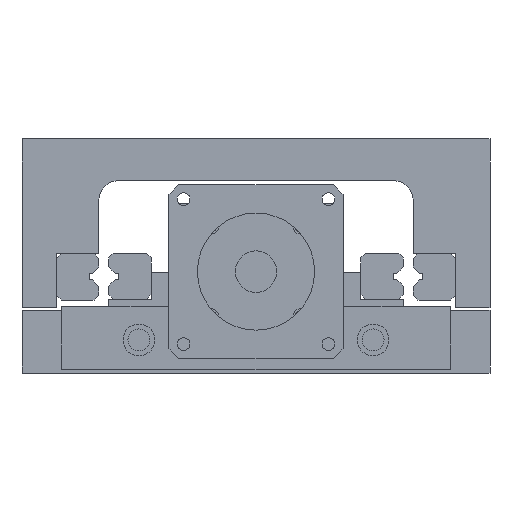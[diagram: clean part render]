
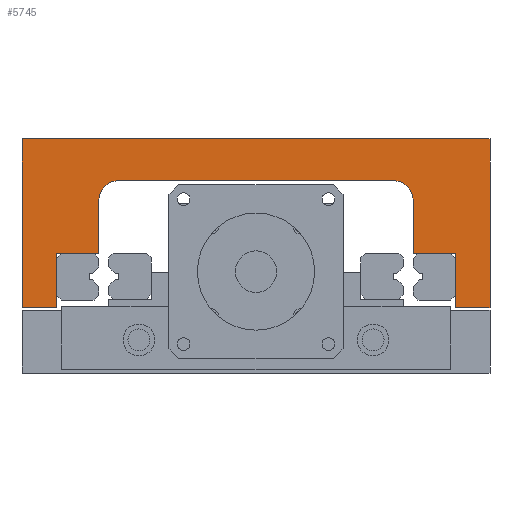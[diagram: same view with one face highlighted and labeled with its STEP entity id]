
A CAD part, front view. The second image highlights one B-rep face of the part: STEP entity #5745.
In plain terms, the highlighted planar face has unit normal (0, -1, 0).
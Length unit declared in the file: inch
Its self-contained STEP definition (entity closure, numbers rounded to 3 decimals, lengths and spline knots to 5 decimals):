
#5231=CARTESIAN_POINT('',(-2.558,-4.0,-1.08));
#5232=VERTEX_POINT('',#5231);
#5239=CARTESIAN_POINT('',(-2.998,-4.0,-1.08));
#5240=VERTEX_POINT('',#5239);
#5241=CARTESIAN_POINT('',(-2.998,-4.0,-1.08));
#5242=DIRECTION('',(1.0,0.0,0.0));
#5243=VECTOR('',#5242,0.44);
#5244=LINE('',#5241,#5243);
#5245=EDGE_CURVE('',#5240,#5232,#5244,.T.);
#5262=CARTESIAN_POINT('',(-2.558,-4.0,-0.391));
#5263=VERTEX_POINT('',#5262);
#5270=CARTESIAN_POINT('',(-2.558,-4.0,-1.08));
#5271=DIRECTION('',(0.0,0.0,1.0));
#5272=VECTOR('',#5271,0.689);
#5273=LINE('',#5270,#5272);
#5274=EDGE_CURVE('',#5232,#5263,#5273,.T.);
#5286=CARTESIAN_POINT('',(-2.013,-4.0,-0.391));
#5287=VERTEX_POINT('',#5286);
#5294=CARTESIAN_POINT('',(-2.558,-4.0,-0.391));
#5295=DIRECTION('',(1.0,0.0,0.0));
#5296=VECTOR('',#5295,0.545);
#5297=LINE('',#5294,#5296);
#5298=EDGE_CURVE('',#5263,#5287,#5297,.T.);
#5310=CARTESIAN_POINT('',(-2.013,-4.0,0.29447));
#5311=VERTEX_POINT('',#5310);
#5318=CARTESIAN_POINT('',(-2.013,-4.0,-0.391));
#5319=DIRECTION('',(0.0,0.0,1.0));
#5320=VECTOR('',#5319,0.68547);
#5321=LINE('',#5318,#5320);
#5322=EDGE_CURVE('',#5287,#5311,#5321,.T.);
#5334=CARTESIAN_POINT('',(-1.763,-4.0,0.54447));
#5335=VERTEX_POINT('',#5334);
#5342=CARTESIAN_POINT('',(-1.763,-4.0,0.29447));
#5343=DIRECTION('',(0.0,1.0,0.0));
#5344=DIRECTION('',(0.0,0.0,-1.0));
#5345=AXIS2_PLACEMENT_3D('',#5342,#5343,#5344);
#5346=CIRCLE('',#5345,0.25);
#5347=EDGE_CURVE('',#5311,#5335,#5346,.T.);
#5359=CARTESIAN_POINT('',(1.763,-4.0,0.54447));
#5360=VERTEX_POINT('',#5359);
#5367=CARTESIAN_POINT('',(-1.763,-4.0,0.54447));
#5368=DIRECTION('',(1.0,0.0,0.0));
#5369=VECTOR('',#5368,3.526);
#5370=LINE('',#5367,#5369);
#5371=EDGE_CURVE('',#5335,#5360,#5370,.T.);
#5463=CARTESIAN_POINT('',(2.013,-4.0,0.29447));
#5464=VERTEX_POINT('',#5463);
#5471=CARTESIAN_POINT('',(1.763,-4.0,0.29447));
#5472=DIRECTION('',(0.0,1.0,0.0));
#5473=DIRECTION('',(-1.0,0.0,0.0));
#5474=AXIS2_PLACEMENT_3D('',#5471,#5472,#5473);
#5475=CIRCLE('',#5474,0.25);
#5476=EDGE_CURVE('',#5360,#5464,#5475,.T.);
#5488=CARTESIAN_POINT('',(2.013,-4.0,-0.391));
#5489=VERTEX_POINT('',#5488);
#5496=CARTESIAN_POINT('',(2.013,-4.0,0.29447));
#5497=DIRECTION('',(0.0,0.0,-1.0));
#5498=VECTOR('',#5497,0.68547);
#5499=LINE('',#5496,#5498);
#5500=EDGE_CURVE('',#5464,#5489,#5499,.T.);
#5512=CARTESIAN_POINT('',(2.558,-4.0,-0.391));
#5513=VERTEX_POINT('',#5512);
#5520=CARTESIAN_POINT('',(2.013,-4.0,-0.391));
#5521=DIRECTION('',(1.0,0.0,0.0));
#5522=VECTOR('',#5521,0.545);
#5523=LINE('',#5520,#5522);
#5524=EDGE_CURVE('',#5489,#5513,#5523,.T.);
#5536=CARTESIAN_POINT('',(2.558,-4.0,-1.08));
#5537=VERTEX_POINT('',#5536);
#5544=CARTESIAN_POINT('',(2.558,-4.0,-0.391));
#5545=DIRECTION('',(0.0,0.0,-1.0));
#5546=VECTOR('',#5545,0.689);
#5547=LINE('',#5544,#5546);
#5548=EDGE_CURVE('',#5513,#5537,#5547,.T.);
#5560=CARTESIAN_POINT('',(2.998,-4.0,-1.08));
#5561=VERTEX_POINT('',#5560);
#5568=CARTESIAN_POINT('',(2.558,-4.0,-1.08));
#5569=DIRECTION('',(1.0,0.0,0.0));
#5570=VECTOR('',#5569,0.44);
#5571=LINE('',#5568,#5570);
#5572=EDGE_CURVE('',#5537,#5561,#5571,.T.);
#5584=CARTESIAN_POINT('',(2.998,-4.0,1.08));
#5585=VERTEX_POINT('',#5584);
#5592=CARTESIAN_POINT('',(2.998,-4.0,-1.08));
#5593=DIRECTION('',(0.0,0.0,1.0));
#5594=VECTOR('',#5593,2.16);
#5595=LINE('',#5592,#5594);
#5596=EDGE_CURVE('',#5561,#5585,#5595,.T.);
#5608=CARTESIAN_POINT('',(-2.998,-4.0,1.08));
#5609=VERTEX_POINT('',#5608);
#5616=CARTESIAN_POINT('',(2.998,-4.0,1.08));
#5617=DIRECTION('',(-1.0,0.0,0.0));
#5618=VECTOR('',#5617,5.996);
#5619=LINE('',#5616,#5618);
#5620=EDGE_CURVE('',#5585,#5609,#5619,.T.);
#5713=CARTESIAN_POINT('',(-2.998,-4.0,1.08));
#5714=DIRECTION('',(0.0,0.0,-1.0));
#5715=VECTOR('',#5714,2.16);
#5716=LINE('',#5713,#5715);
#5717=EDGE_CURVE('',#5609,#5240,#5716,.T.);
#5724=CARTESIAN_POINT('',(0.,-4.,0.32527));
#5725=DIRECTION('',(0.0,1.0,0.0));
#5726=DIRECTION('',(0.0,0.0,1.0));
#5727=AXIS2_PLACEMENT_3D('',#5724,#5725,#5726);
#5728=PLANE('',#5727);
#5729=ORIENTED_EDGE('',*,*,#5717,.T.);
#5730=ORIENTED_EDGE('',*,*,#5245,.T.);
#5731=ORIENTED_EDGE('',*,*,#5274,.T.);
#5732=ORIENTED_EDGE('',*,*,#5298,.T.);
#5733=ORIENTED_EDGE('',*,*,#5322,.T.);
#5734=ORIENTED_EDGE('',*,*,#5347,.T.);
#5735=ORIENTED_EDGE('',*,*,#5371,.T.);
#5736=ORIENTED_EDGE('',*,*,#5476,.T.);
#5737=ORIENTED_EDGE('',*,*,#5500,.T.);
#5738=ORIENTED_EDGE('',*,*,#5524,.T.);
#5739=ORIENTED_EDGE('',*,*,#5548,.T.);
#5740=ORIENTED_EDGE('',*,*,#5572,.T.);
#5741=ORIENTED_EDGE('',*,*,#5596,.T.);
#5742=ORIENTED_EDGE('',*,*,#5620,.T.);
#5743=EDGE_LOOP('',(#5729,#5730,#5731,#5732,#5733,#5734,#5735,#5736,#5737,#5738,#5739,#5740,#5741,#5742));
#5744=FACE_OUTER_BOUND('',#5743,.T.);
#5745=ADVANCED_FACE('',(#5744),#5728,.F.);
